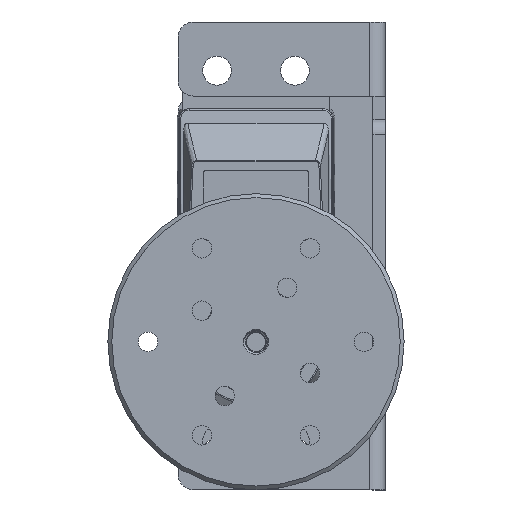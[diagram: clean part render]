
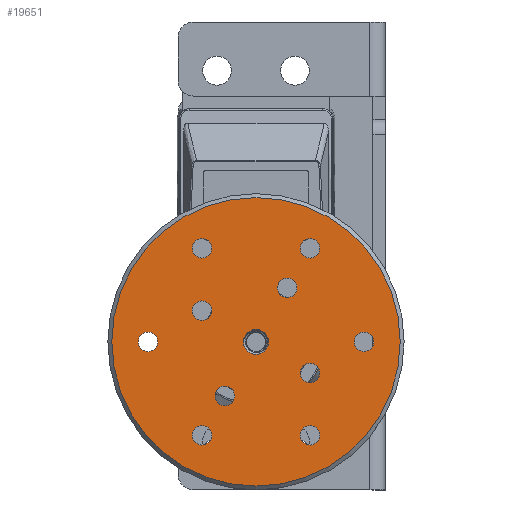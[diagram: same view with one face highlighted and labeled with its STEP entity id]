
A CAD part, top view. The second image highlights one B-rep face of the part: STEP entity #19651.
In plain terms, the highlighted face is planar.
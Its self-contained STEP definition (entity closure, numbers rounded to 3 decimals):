
#444=FACE_BOUND('',#6582,.T.);
#445=FACE_BOUND('',#6583,.T.);
#446=FACE_BOUND('',#6584,.T.);
#447=FACE_BOUND('',#6585,.T.);
#448=FACE_BOUND('',#6586,.T.);
#449=FACE_BOUND('',#6587,.T.);
#450=FACE_BOUND('',#6588,.T.);
#451=FACE_BOUND('',#6589,.T.);
#452=FACE_BOUND('',#6590,.T.);
#453=FACE_BOUND('',#6591,.T.);
#454=FACE_BOUND('',#6592,.T.);
#891=PLANE('',#21413);
#5434=FACE_OUTER_BOUND('',#6581,.T.);
#6581=EDGE_LOOP('',(#18537));
#6582=EDGE_LOOP('',(#18538));
#6583=EDGE_LOOP('',(#18539));
#6584=EDGE_LOOP('',(#18540));
#6585=EDGE_LOOP('',(#18541));
#6586=EDGE_LOOP('',(#18542));
#6587=EDGE_LOOP('',(#18543));
#6588=EDGE_LOOP('',(#18544));
#6589=EDGE_LOOP('',(#18545));
#6590=EDGE_LOOP('',(#18546));
#6591=EDGE_LOOP('',(#18547));
#6592=EDGE_LOOP('',(#18548));
#7877=CIRCLE('',#21366,1.6);
#7879=CIRCLE('',#21369,1.25);
#7881=CIRCLE('',#21372,1.25);
#7883=CIRCLE('',#21375,1.25);
#7885=CIRCLE('',#21378,1.25);
#7887=CIRCLE('',#21381,1.25);
#7889=CIRCLE('',#21384,1.25);
#7891=CIRCLE('',#21387,1.25);
#7893=CIRCLE('',#21390,1.25);
#7895=CIRCLE('',#21393,1.25);
#7897=CIRCLE('',#21396,1.25);
#7899=CIRCLE('',#21399,18.5);
#9801=VERTEX_POINT('',#49194);
#9803=VERTEX_POINT('',#49200);
#9805=VERTEX_POINT('',#49206);
#9807=VERTEX_POINT('',#49212);
#9809=VERTEX_POINT('',#49218);
#9811=VERTEX_POINT('',#49224);
#9813=VERTEX_POINT('',#49230);
#9815=VERTEX_POINT('',#49236);
#9817=VERTEX_POINT('',#49242);
#9819=VERTEX_POINT('',#49248);
#9821=VERTEX_POINT('',#49254);
#9824=VERTEX_POINT('',#49261);
#12696=EDGE_CURVE('',#9801,#9801,#7877,.T.);
#12699=EDGE_CURVE('',#9803,#9803,#7879,.T.);
#12702=EDGE_CURVE('',#9805,#9805,#7881,.T.);
#12705=EDGE_CURVE('',#9807,#9807,#7883,.T.);
#12708=EDGE_CURVE('',#9809,#9809,#7885,.T.);
#12711=EDGE_CURVE('',#9811,#9811,#7887,.T.);
#12714=EDGE_CURVE('',#9813,#9813,#7889,.T.);
#12717=EDGE_CURVE('',#9815,#9815,#7891,.T.);
#12720=EDGE_CURVE('',#9817,#9817,#7893,.T.);
#12723=EDGE_CURVE('',#9819,#9819,#7895,.T.);
#12726=EDGE_CURVE('',#9821,#9821,#7897,.T.);
#12729=EDGE_CURVE('',#9824,#9824,#7899,.T.);
#18537=ORIENTED_EDGE('',*,*,#12729,.F.);
#18538=ORIENTED_EDGE('',*,*,#12696,.F.);
#18539=ORIENTED_EDGE('',*,*,#12699,.F.);
#18540=ORIENTED_EDGE('',*,*,#12702,.F.);
#18541=ORIENTED_EDGE('',*,*,#12705,.F.);
#18542=ORIENTED_EDGE('',*,*,#12708,.F.);
#18543=ORIENTED_EDGE('',*,*,#12711,.F.);
#18544=ORIENTED_EDGE('',*,*,#12714,.F.);
#18545=ORIENTED_EDGE('',*,*,#12717,.F.);
#18546=ORIENTED_EDGE('',*,*,#12720,.F.);
#18547=ORIENTED_EDGE('',*,*,#12723,.F.);
#18548=ORIENTED_EDGE('',*,*,#12726,.F.);
#19651=ADVANCED_FACE('',(#5434,#444,#445,#446,#447,#448,#449,#450,#451,
#452,#453,#454),#891,.F.);
#21366=AXIS2_PLACEMENT_3D('',#49196,#26162,#26163);
#21369=AXIS2_PLACEMENT_3D('',#49202,#26169,#26170);
#21372=AXIS2_PLACEMENT_3D('',#49208,#26176,#26177);
#21375=AXIS2_PLACEMENT_3D('',#49214,#26183,#26184);
#21378=AXIS2_PLACEMENT_3D('',#49220,#26190,#26191);
#21381=AXIS2_PLACEMENT_3D('',#49226,#26197,#26198);
#21384=AXIS2_PLACEMENT_3D('',#49232,#26204,#26205);
#21387=AXIS2_PLACEMENT_3D('',#49238,#26211,#26212);
#21390=AXIS2_PLACEMENT_3D('',#49244,#26218,#26219);
#21393=AXIS2_PLACEMENT_3D('',#49250,#26225,#26226);
#21396=AXIS2_PLACEMENT_3D('',#49256,#26232,#26233);
#21399=AXIS2_PLACEMENT_3D('',#49263,#26239,#26240);
#21413=AXIS2_PLACEMENT_3D('',#49289,#26272,#26273);
#26162=DIRECTION('center_axis',(0.,-1.,0.));
#26163=DIRECTION('ref_axis',(0.,0.,-1.));
#26169=DIRECTION('center_axis',(0.,-1.,0.));
#26170=DIRECTION('ref_axis',(0.,0.,-1.));
#26176=DIRECTION('center_axis',(0.,-1.,0.));
#26177=DIRECTION('ref_axis',(0.,0.,-1.));
#26183=DIRECTION('center_axis',(0.,-1.,0.));
#26184=DIRECTION('ref_axis',(0.,0.,-1.));
#26190=DIRECTION('center_axis',(0.,-1.,0.));
#26191=DIRECTION('ref_axis',(0.,0.,-1.));
#26197=DIRECTION('center_axis',(0.,-1.,0.));
#26198=DIRECTION('ref_axis',(0.,0.,-1.));
#26204=DIRECTION('center_axis',(0.,-1.,0.));
#26205=DIRECTION('ref_axis',(0.,0.,-1.));
#26211=DIRECTION('center_axis',(0.,-1.,0.));
#26212=DIRECTION('ref_axis',(0.,0.,-1.));
#26218=DIRECTION('center_axis',(0.,-1.,0.));
#26219=DIRECTION('ref_axis',(0.,0.,-1.));
#26225=DIRECTION('center_axis',(0.,-1.,0.));
#26226=DIRECTION('ref_axis',(0.,0.,-1.));
#26232=DIRECTION('center_axis',(0.,-1.,0.));
#26233=DIRECTION('ref_axis',(0.,0.,-1.));
#26239=DIRECTION('center_axis',(0.,1.,0.));
#26240=DIRECTION('ref_axis',(0.,0.,1.));
#26272=DIRECTION('center_axis',(0.,1.,0.));
#26273=DIRECTION('ref_axis',(0.,0.,1.));
#49194=CARTESIAN_POINT('',(0.,0.,1.6));
#49196=CARTESIAN_POINT('Origin',(0.,0.,0.));
#49200=CARTESIAN_POINT('',(6.928,0.,13.25));
#49202=CARTESIAN_POINT('Origin',(6.928,0.,12.));
#49206=CARTESIAN_POINT('',(4.,0.,8.178));
#49208=CARTESIAN_POINT('Origin',(4.,0.,6.928));
#49212=CARTESIAN_POINT('',(-6.928,0.,13.25));
#49214=CARTESIAN_POINT('Origin',(-6.928,0.,12.));
#49218=CARTESIAN_POINT('',(-6.928,0.,5.25));
#49220=CARTESIAN_POINT('Origin',(-6.928,0.,4.));
#49224=CARTESIAN_POINT('',(-13.856,0.,1.25));
#49226=CARTESIAN_POINT('Origin',(-13.856,0.,0.));
#49230=CARTESIAN_POINT('',(-4.,0.,-5.678));
#49232=CARTESIAN_POINT('Origin',(-4.,0.,-6.928));
#49236=CARTESIAN_POINT('',(6.928,0.,-2.75));
#49238=CARTESIAN_POINT('Origin',(6.928,0.,-4.));
#49242=CARTESIAN_POINT('',(13.856,0.,1.25));
#49244=CARTESIAN_POINT('Origin',(13.856,0.,0.));
#49248=CARTESIAN_POINT('',(6.928,0.,-10.75));
#49250=CARTESIAN_POINT('Origin',(6.928,0.,-12.));
#49254=CARTESIAN_POINT('',(-6.928,0.,-10.75));
#49256=CARTESIAN_POINT('Origin',(-6.928,0.,-12.));
#49261=CARTESIAN_POINT('',(0.,0.,-18.5));
#49263=CARTESIAN_POINT('Origin',(0.,0.,0.));
#49289=CARTESIAN_POINT('Origin',(0.,0.,0.));
